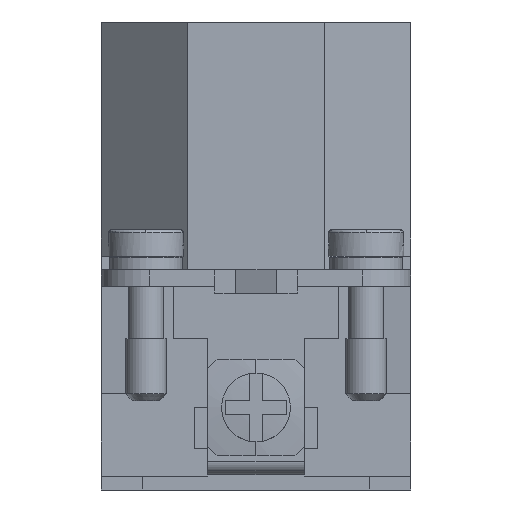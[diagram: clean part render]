
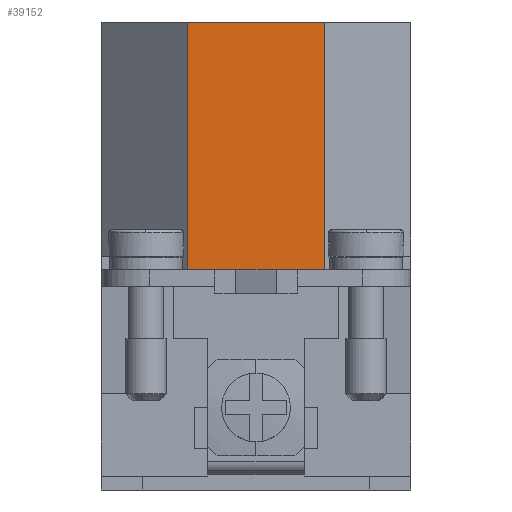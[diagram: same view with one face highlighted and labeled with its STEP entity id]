
A CAD part, left-side view. The second image highlights one B-rep face of the part: STEP entity #39152.
In plain terms, the highlighted planar face has unit normal (-1, 0, 0).
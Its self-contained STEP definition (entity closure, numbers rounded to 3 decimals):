
#21998=CARTESIAN_POINT('',(-36.0,-5.0,0.0));
#21999=VERTEX_POINT('',#21998);
#22000=CARTESIAN_POINT('',(-36.0,5.0,0.0));
#22001=VERTEX_POINT('',#22000);
#22002=CARTESIAN_POINT('',(-36.0,-5.0,0.0));
#22003=DIRECTION('',(0.0,1.0,0.0));
#22004=VECTOR('',#22003,10.0);
#22005=LINE('',#22002,#22004);
#22006=EDGE_CURVE('',#21999,#22001,#22005,.T.);
#30724=CARTESIAN_POINT('',(-36.0,-5.0,-18.0));
#30725=VERTEX_POINT('',#30724);
#30732=CARTESIAN_POINT('',(-36.0,-3.,-18.0));
#30733=VERTEX_POINT('',#30732);
#30734=CARTESIAN_POINT('',(-36.0,-3.,-18.0));
#30735=DIRECTION('',(0.0,-1.0,0.0));
#30736=VECTOR('',#30735,2.);
#30737=LINE('',#30734,#30736);
#30738=EDGE_CURVE('',#30733,#30725,#30737,.T.);
#30958=CARTESIAN_POINT('',(-36.0,3.,-18.0));
#30959=VERTEX_POINT('',#30958);
#31150=CARTESIAN_POINT('',(-36.0,5.0,-18.0));
#31151=VERTEX_POINT('',#31150);
#31152=CARTESIAN_POINT('',(-36.0,5.0,-18.0));
#31153=DIRECTION('',(0.0,-1.0,0.0));
#31154=VECTOR('',#31153,2.);
#31155=LINE('',#31152,#31154);
#31156=EDGE_CURVE('',#31151,#30959,#31155,.T.);
#38568=CARTESIAN_POINT('',(-36.0,3.,-18.0));
#38569=DIRECTION('',(0.0,-1.0,0.0));
#38570=VECTOR('',#38569,6.);
#38571=LINE('',#38568,#38570);
#38572=EDGE_CURVE('',#30959,#30733,#38571,.T.);
#39044=CARTESIAN_POINT('',(-36.0,-5.0,0.0));
#39045=DIRECTION('',(0.0,0.0,-1.0));
#39046=VECTOR('',#39045,18.0);
#39047=LINE('',#39044,#39046);
#39048=EDGE_CURVE('',#21999,#30725,#39047,.T.);
#39128=CARTESIAN_POINT('',(-36.0,5.0,0.0));
#39129=DIRECTION('',(0.0,0.0,-1.0));
#39130=VECTOR('',#39129,18.0);
#39131=LINE('',#39128,#39130);
#39132=EDGE_CURVE('',#22001,#31151,#39131,.T.);
#39139=CARTESIAN_POINT('',(-36.0,5.0,0.0));
#39140=DIRECTION('',(-1.0,0.0,0.0));
#39141=DIRECTION('',(0.0,0.0,1.0));
#39142=AXIS2_PLACEMENT_3D('',#39139,#39140,#39141);
#39143=PLANE('',#39142);
#39144=ORIENTED_EDGE('',*,*,#31156,.T.);
#39145=ORIENTED_EDGE('',*,*,#38572,.T.);
#39146=ORIENTED_EDGE('',*,*,#30738,.T.);
#39147=ORIENTED_EDGE('',*,*,#39048,.F.);
#39148=ORIENTED_EDGE('',*,*,#22006,.T.);
#39149=ORIENTED_EDGE('',*,*,#39132,.T.);
#39150=EDGE_LOOP('',(#39144,#39145,#39146,#39147,#39148,#39149));
#39151=FACE_OUTER_BOUND('',#39150,.T.);
#39152=ADVANCED_FACE('',(#39151),#39143,.T.);
